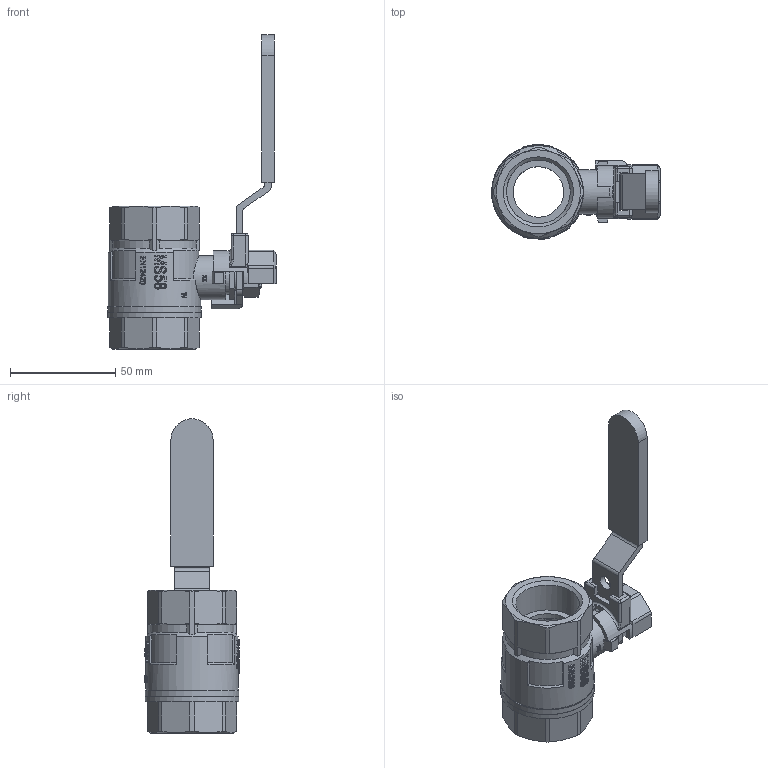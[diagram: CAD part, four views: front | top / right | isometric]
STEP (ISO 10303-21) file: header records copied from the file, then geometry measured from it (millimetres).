
FILE_DESCRIPTION(/* description */ ('Unknown','CAx-IF Rec.Pracs.---Representation and Presentation of Product Manufacturing Information (PMI)---4.0---2014-10-13','CAx-IF Rec.Pracs.---3D Tessellated Geometry---0.4---2014-09-14','2;1'),/* implementation_level */ '2;1');
FILE_NAME(/* name */ '605-06',/* time_stamp */ '2023-09-21T10:48:50+02:00',/* author */ ('Unknown'),/* organization */ ('Unknown'),/* preprocessor_version */ 'ST-DEVELOPER v18.102',/* originating_system */ 'Solid Edge',/* authorisation */ 'Unknown');
FILE_SCHEMA (('AP242_MANAGED_MODEL_BASED_3D_ENGINEERING_MIM_LF { 1 0 10303 442 1 1 4 }'));
Products named in the file (12): 605-06; Edelstahlgriff_DN25; Schlie_lasche_DN25; Edelstahlgriff Ummantelung_DN25; 600-06; 600-06_Spindel; 600-06_Stopfbuchse; 600-06_Einschraubteil; 600-06_Körper; M10_MU.1_0
Assembly tree (11 placements, depth 4):
  605-06
    Edelstahlgriff_DN25
      Edelstahlgriff_DN25
      Schlie_lasche_DN25
      Edelstahlgriff Ummantelung_DN25
    600-06
      600-06_Spindel
        600-06_Stopfbuchse
        600-06_Spindel
      600-06_Einschraubteil
      600-06_Körper
    M10_MU.1_0
Bounding box: 80.25 x 45 x 149.45 mm (x, y, z)
Volume: 61622.8 mm3; surface area: 43709.5 mm2
Topology: 8 solids, 8 shells, 1262 faces, 3550 edges, 2350 vertices
Faces by surface type: plane 1062, cylinder 132, cone 47, bspline 12, torus 5, sphere 4
Full cylindrical faces by diameter (mm): 7 x1, 8.9 x1, 12 x2, 12.1 x1, 12.5 x1, 14 x1, 14.5 x1, 16 x1, 16.5 x1, 18 x1, 21 x1, 24 x2, 30.291 x2, 31 x2, 38.5 x1, 40 x1, 40.5 x1, 44 x1, 44.5 x2
Entity records: 54886 total; most frequent: CARTESIAN_POINT 13137, DIRECTION 7769, ORIENTED_EDGE 6988, EDGE_CURVE 3494, AXIS2_PLACEMENT_3D 3173, VERTEX_POINT 2342, ELLIPSE 1506, LINE 1423
